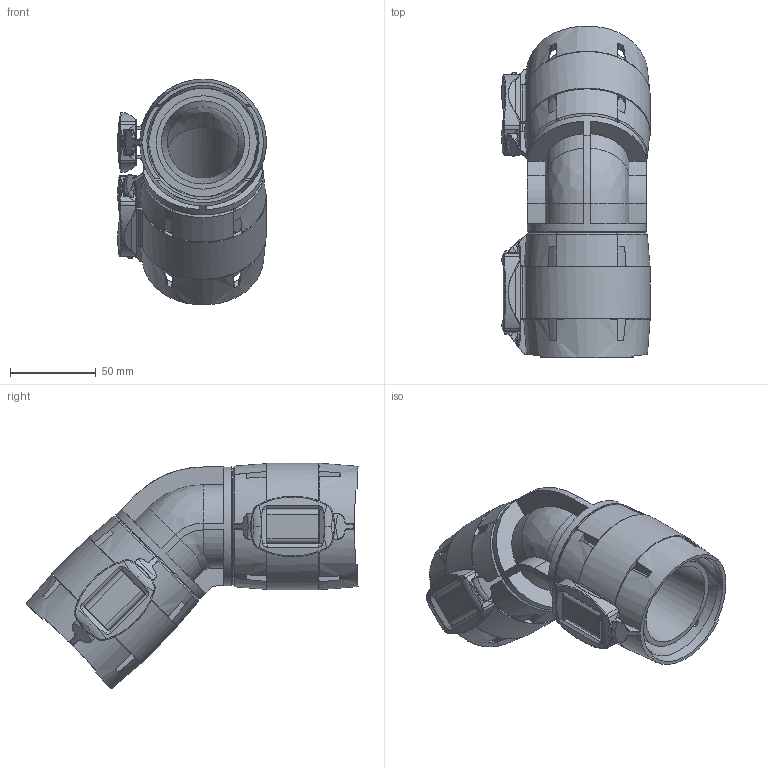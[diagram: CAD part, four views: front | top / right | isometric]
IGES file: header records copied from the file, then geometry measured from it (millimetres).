
Global section: file name: 620066; native system: Autodesk Inventor 2023; preprocessor: unknown; author: JANAN; date: 20250930.141023; units: millimetre
Bounding box: 86.56 x 193.26 x 131.45 mm (x, y, z)
Volume: 313902.6 mm3; surface area: 177487.4 mm2
Topology: 7 solids, 7 shells, 1087 faces, 2864 edges, 1789 vertices
Faces by surface type: bspline 1087
